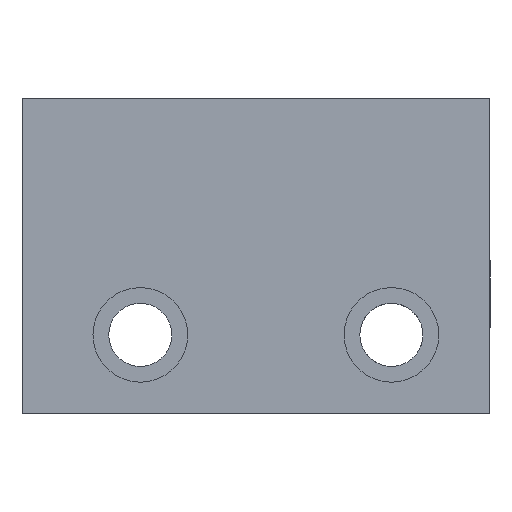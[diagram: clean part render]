
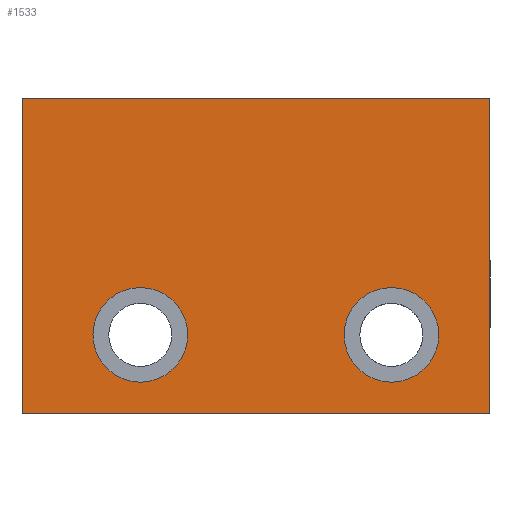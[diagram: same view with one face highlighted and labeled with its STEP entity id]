
A CAD part, front view. The second image highlights one B-rep face of the part: STEP entity #1533.
In plain terms, the highlighted planar face has unit normal (0, -1, 0).
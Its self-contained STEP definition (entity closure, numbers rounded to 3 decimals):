
#11 = CARTESIAN_POINT ( 'NONE',  ( 8.29, -6.166, 0. ) ) ;
#22 = DIRECTION ( 'NONE',  ( 0., -1., 0. ) ) ;
#87 = ORIENTED_EDGE ( 'NONE', *, *, #2148, .T. ) ;
#100 = DIRECTION ( 'NONE',  ( 0., 0., -1. ) ) ;
#157 = LINE ( 'NONE', #2055, #1258 ) ;
#177 = EDGE_LOOP ( 'NONE', ( #1487, #818 ) ) ;
#217 = VERTEX_POINT ( 'NONE', #2213 ) ;
#283 = CARTESIAN_POINT ( 'NONE',  ( -0.575, -6.166, -4.2 ) ) ;
#310 = CARTESIAN_POINT ( 'NONE',  ( -0.575, -6.166, -1.8 ) ) ;
#331 = VECTOR ( 'NONE', #100, 1000. ) ;
#353 = ORIENTED_EDGE ( 'NONE', *, *, #995, .T. ) ;
#379 = EDGE_CURVE ( 'NONE', #1596, #707, #390, .T. ) ;
#390 = CIRCLE ( 'NONE', #1101, 1.2 ) ;
#406 = EDGE_LOOP ( 'NONE', ( #2099, #87, #1270, #353 ) ) ;
#411 = VERTEX_POINT ( 'NONE', #2178 ) ;
#429 = LINE ( 'NONE', #2002, #331 ) ;
#434 = DIRECTION ( 'NONE',  ( -1., 0., 0. ) ) ;
#463 = VERTEX_POINT ( 'NONE', #283 ) ;
#519 = ORIENTED_EDGE ( 'NONE', *, *, #379, .F. ) ;
#546 = CIRCLE ( 'NONE', #838, 1.2 ) ;
#584 = VECTOR ( 'NONE', #1579, 1000. ) ;
#588 = DIRECTION ( 'NONE',  ( 1., 0., 0. ) ) ;
#599 = DIRECTION ( 'NONE',  ( 1., 0., 0. ) ) ;
#611 = CARTESIAN_POINT ( 'NONE',  ( 0., -6.166, 0. ) ) ;
#679 = DIRECTION ( 'NONE',  ( 1., 0., 0. ) ) ;
#707 = VERTEX_POINT ( 'NONE', #947 ) ;
#711 = EDGE_CURVE ( 'NONE', #463, #1941, #1847, .T. ) ;
#772 = AXIS2_PLACEMENT_3D ( 'NONE', #1504, #810, #599 ) ;
#788 = FACE_OUTER_BOUND ( 'NONE', #406, .T. ) ;
#810 = DIRECTION ( 'NONE',  ( 0., -1., 0. ) ) ;
#818 = ORIENTED_EDGE ( 'NONE', *, *, #1754, .F. ) ;
#838 = AXIS2_PLACEMENT_3D ( 'NONE', #1484, #2173, #588 ) ;
#847 = LINE ( 'NONE', #1002, #584 ) ;
#947 = CARTESIAN_POINT ( 'NONE',  ( 5.79, -6.166, -4.2 ) ) ;
#985 = EDGE_LOOP ( 'NONE', ( #2047, #519 ) ) ;
#995 = EDGE_CURVE ( 'NONE', #1041, #1169, #847, .T. ) ;
#1002 = CARTESIAN_POINT ( 'NONE',  ( -3.575, -6.166, 3. ) ) ;
#1029 = VECTOR ( 'NONE', #1412, 1000. ) ;
#1035 = AXIS2_PLACEMENT_3D ( 'NONE', #2279, #22, #679 ) ;
#1041 = VERTEX_POINT ( 'NONE', #1247 ) ;
#1101 = AXIS2_PLACEMENT_3D ( 'NONE', #1321, #2020, #2059 ) ;
#1169 = VERTEX_POINT ( 'NONE', #1250 ) ;
#1247 = CARTESIAN_POINT ( 'NONE',  ( 8.29, -6.166, 3. ) ) ;
#1250 = CARTESIAN_POINT ( 'NONE',  ( -3.575, -6.166, 3. ) ) ;
#1258 = VECTOR ( 'NONE', #2231, 1000. ) ;
#1270 = ORIENTED_EDGE ( 'NONE', *, *, #1549, .T. ) ;
#1310 = EDGE_CURVE ( 'NONE', #707, #1596, #2032, .T. ) ;
#1321 = CARTESIAN_POINT ( 'NONE',  ( 5.79, -6.166, -3. ) ) ;
#1324 = DIRECTION ( 'NONE',  ( 0., 1., 0. ) ) ;
#1371 = AXIS2_PLACEMENT_3D ( 'NONE', #611, #1324, #434 ) ;
#1412 = DIRECTION ( 'NONE',  ( 0., 0., 1. ) ) ;
#1484 = CARTESIAN_POINT ( 'NONE',  ( -0.575, -6.166, -3. ) ) ;
#1487 = ORIENTED_EDGE ( 'NONE', *, *, #711, .F. ) ;
#1504 = CARTESIAN_POINT ( 'NONE',  ( -0.575, -6.166, -3. ) ) ;
#1506 = FACE_BOUND ( 'NONE', #985, .T. ) ;
#1533 = ADVANCED_FACE ( 'NONE', ( #788, #1506, #2024 ), #2199, .F. ) ;
#1549 = EDGE_CURVE ( 'NONE', #411, #1041, #1605, .T. ) ;
#1579 = DIRECTION ( 'NONE',  ( -1., 0., 0. ) ) ;
#1596 = VERTEX_POINT ( 'NONE', #1769 ) ;
#1605 = LINE ( 'NONE', #11, #1029 ) ;
#1754 = EDGE_CURVE ( 'NONE', #1941, #463, #546, .T. ) ;
#1769 = CARTESIAN_POINT ( 'NONE',  ( 5.79, -6.166, -1.8 ) ) ;
#1779 = EDGE_CURVE ( 'NONE', #1169, #217, #429, .T. ) ;
#1847 = CIRCLE ( 'NONE', #772, 1.2 ) ;
#1941 = VERTEX_POINT ( 'NONE', #310 ) ;
#2002 = CARTESIAN_POINT ( 'NONE',  ( -3.575, -6.166, -5. ) ) ;
#2020 = DIRECTION ( 'NONE',  ( 0., -1., 0. ) ) ;
#2024 = FACE_BOUND ( 'NONE', #177, .T. ) ;
#2032 = CIRCLE ( 'NONE', #1035, 1.2 ) ;
#2047 = ORIENTED_EDGE ( 'NONE', *, *, #1310, .F. ) ;
#2055 = CARTESIAN_POINT ( 'NONE',  ( 8.29, -6.166, -5. ) ) ;
#2059 = DIRECTION ( 'NONE',  ( 1., 0., 0. ) ) ;
#2099 = ORIENTED_EDGE ( 'NONE', *, *, #1779, .T. ) ;
#2148 = EDGE_CURVE ( 'NONE', #217, #411, #157, .T. ) ;
#2173 = DIRECTION ( 'NONE',  ( 0., -1., 0. ) ) ;
#2178 = CARTESIAN_POINT ( 'NONE',  ( 8.29, -6.166, -5. ) ) ;
#2199 = PLANE ( 'NONE',  #1371 ) ;
#2213 = CARTESIAN_POINT ( 'NONE',  ( -3.575, -6.166, -5. ) ) ;
#2231 = DIRECTION ( 'NONE',  ( 1., 0., 0. ) ) ;
#2279 = CARTESIAN_POINT ( 'NONE',  ( 5.79, -6.166, -3. ) ) ;
